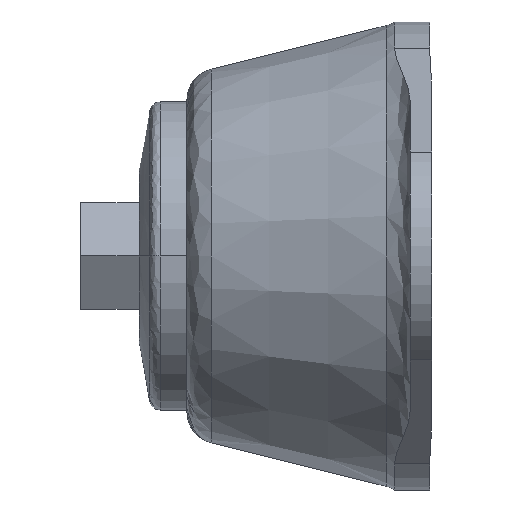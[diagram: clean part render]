
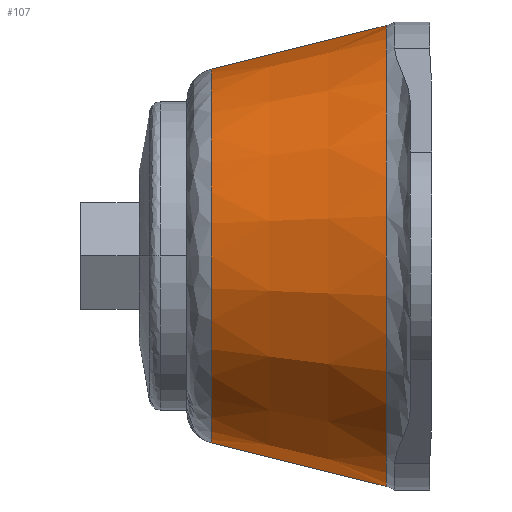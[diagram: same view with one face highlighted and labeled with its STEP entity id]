
A CAD part, left-side view. The second image highlights one B-rep face of the part: STEP entity #107.
In plain terms, the highlighted conical face has half-angle 14 degrees and reference radius 21.669 mm.
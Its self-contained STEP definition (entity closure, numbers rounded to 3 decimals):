
#27 = EDGE_CURVE ( 'NONE', #511, #509, #1017, .T. ) ;
#46 = ORIENTED_EDGE ( 'NONE', *, *, #58, .F. ) ;
#47 = ORIENTED_EDGE ( 'NONE', *, *, #27, .T. ) ;
#48 = ORIENTED_EDGE ( 'NONE', *, *, #603, .T. ) ;
#49 = ORIENTED_EDGE ( 'NONE', *, *, #57, .T. ) ;
#57 = EDGE_CURVE ( 'NONE', #605, #511, #1119, .T. ) ;
#58 = EDGE_CURVE ( 'NONE', #448, #509, #1329, .T. ) ;
#107 = ADVANCED_FACE ( 'NONE', ( #1387 ), #1450, .T. ) ;
#108 = EDGE_LOOP ( 'NONE', ( #46, #48, #49, #47 ) ) ;
#448 = VERTEX_POINT ( 'NONE', #2551 ) ;
#509 = VERTEX_POINT ( 'NONE', #2862 ) ;
#511 = VERTEX_POINT ( 'NONE', #2887 ) ;
#603 = EDGE_CURVE ( 'NONE', #448, #605, #3642, .T. ) ;
#605 = VERTEX_POINT ( 'NONE', #3646 ) ;
#918 = DIRECTION ( 'NONE',  ( 0., 0., -1. ) ) ;
#919 = AXIS2_PLACEMENT_3D ( 'NONE', #1055, #1018, #918 ) ;
#1017 = CIRCLE ( 'NONE', #919, 21.669 ) ;
#1018 = DIRECTION ( 'NONE',  ( 0., 1., 0. ) ) ;
#1055 = CARTESIAN_POINT ( 'NONE',  ( 0., 4.274, 0. ) ) ;
#1119 = LINE ( 'NONE', #1328, #1327 ) ;
#1320 = DIRECTION ( 'NONE',  ( 0., -0.97, 0.242 ) ) ;
#1321 = VECTOR ( 'NONE', #1320, 1000. ) ;
#1322 = CARTESIAN_POINT ( 'NONE',  ( 0., 4.274, 21.669 ) ) ;
#1326 = DIRECTION ( 'NONE',  ( 0., -0.97, -0.242 ) ) ;
#1327 = VECTOR ( 'NONE', #1326, 1000. ) ;
#1328 = CARTESIAN_POINT ( 'NONE',  ( 0., 4.274, -21.669 ) ) ;
#1329 = LINE ( 'NONE', #1322, #1321 ) ;
#1369 = DIRECTION ( 'NONE',  ( 0., 0., -1. ) ) ;
#1372 = CARTESIAN_POINT ( 'NONE',  ( 0., 4.274, 0. ) ) ;
#1387 = FACE_OUTER_BOUND ( 'NONE', #108, .T. ) ;
#1390 = DIRECTION ( 'NONE',  ( 0., -1., 0. ) ) ;
#1421 = AXIS2_PLACEMENT_3D ( 'NONE', #1372, #1390, #1369 ) ;
#1450 = CONICAL_SURFACE ( 'NONE', #1421, 21.669, 0.244 ) ;
#2551 = CARTESIAN_POINT ( 'NONE',  ( 0., 20.726, 17.567 ) ) ;
#2862 = CARTESIAN_POINT ( 'NONE',  ( 0., 4.274, 21.669 ) ) ;
#2887 = CARTESIAN_POINT ( 'NONE',  ( 0., 4.274, -21.669 ) ) ;
#3628 = DIRECTION ( 'NONE',  ( 0., 0., -1. ) ) ;
#3629 = DIRECTION ( 'NONE',  ( 0., -1., 0. ) ) ;
#3639 = CARTESIAN_POINT ( 'NONE',  ( 0., 20.726, 0. ) ) ;
#3642 = CIRCLE ( 'NONE', #3645, 17.567 ) ;
#3645 = AXIS2_PLACEMENT_3D ( 'NONE', #3639, #3629, #3628 ) ;
#3646 = CARTESIAN_POINT ( 'NONE',  ( 0., 20.726, -17.567 ) ) ;
